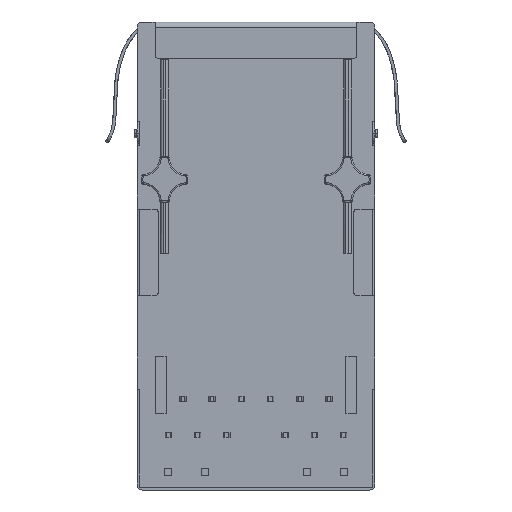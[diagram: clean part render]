
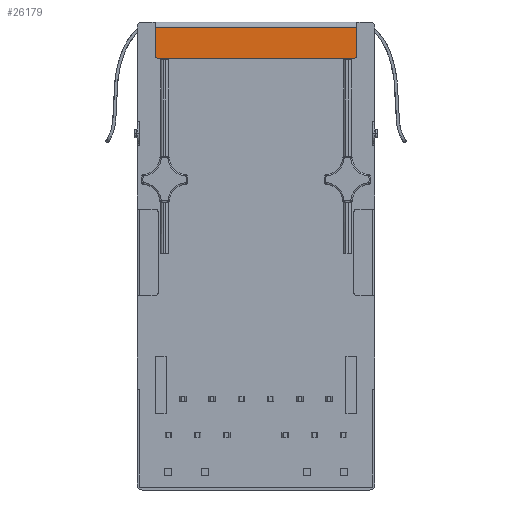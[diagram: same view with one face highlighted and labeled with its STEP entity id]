
A CAD part, front view. The second image highlights one B-rep face of the part: STEP entity #26179.
In plain terms, the highlighted planar face has unit normal (0, -1, 0).
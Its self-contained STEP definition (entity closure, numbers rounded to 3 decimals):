
#345 = EDGE_CURVE ( 'NONE', #6088, #1189, #5332, .T. ) ;
#353 = VECTOR ( 'NONE', #20421, 1000. ) ;
#707 = AXIS2_PLACEMENT_3D ( 'NONE', #12309, #6119, #10751 ) ;
#724 = VERTEX_POINT ( 'NONE', #21369 ) ;
#785 = DIRECTION ( 'NONE',  ( 0., -1., 0. ) ) ;
#1175 = VECTOR ( 'NONE', #18097, 1000. ) ;
#1189 = VERTEX_POINT ( 'NONE', #19235 ) ;
#2705 = CARTESIAN_POINT ( 'NONE',  ( 17.464, 3.76, -0.4 ) ) ;
#3288 = ORIENTED_EDGE ( 'NONE', *, *, #27401, .T. ) ;
#5332 = CIRCLE ( 'NONE', #18767, 0.15 ) ;
#6088 = VERTEX_POINT ( 'NONE', #18779 ) ;
#6119 = DIRECTION ( 'NONE',  ( 0., 1., 0. ) ) ;
#6975 = CARTESIAN_POINT ( 'NONE',  ( 17.314, 3.76, -2.5 ) ) ;
#7223 = LINE ( 'NONE', #20008, #353 ) ;
#7361 = DIRECTION ( 'NONE',  ( 0., 0., -1. ) ) ;
#7436 = EDGE_LOOP ( 'NONE', ( #22240, #26578, #20401, #12513, #3288, #15551 ) ) ;
#10571 = DIRECTION ( 'NONE',  ( 0., 0., 1. ) ) ;
#10696 = EDGE_CURVE ( 'NONE', #12052, #14260, #20860, .T. ) ;
#10751 = DIRECTION ( 'NONE',  ( 0., 0., -1. ) ) ;
#11296 = PLANE ( 'NONE',  #12909 ) ;
#11595 = DIRECTION ( 'NONE',  ( 0., 0., -1. ) ) ;
#12052 = VERTEX_POINT ( 'NONE', #15285 ) ;
#12309 = CARTESIAN_POINT ( 'NONE',  ( 17.314, 3.76, -2.35 ) ) ;
#12513 = ORIENTED_EDGE ( 'NONE', *, *, #345, .F. ) ;
#12909 = AXIS2_PLACEMENT_3D ( 'NONE', #14094, #785, #7361 ) ;
#14094 = CARTESIAN_POINT ( 'NONE',  ( 2.164, 3.76, -32.5 ) ) ;
#14260 = VERTEX_POINT ( 'NONE', #6975 ) ;
#14914 = CARTESIAN_POINT ( 'NONE',  ( 17.464, 3.76, 0. ) ) ;
#15206 = LINE ( 'NONE', #14914, #17841 ) ;
#15285 = CARTESIAN_POINT ( 'NONE',  ( 17.464, 3.76, -2.35 ) ) ;
#15551 = ORIENTED_EDGE ( 'NONE', *, *, #10696, .F. ) ;
#15699 = EDGE_CURVE ( 'NONE', #724, #1189, #20290, .T. ) ;
#16193 = FACE_OUTER_BOUND ( 'NONE', #7436, .T. ) ;
#16944 = EDGE_CURVE ( 'NONE', #12052, #26522, #15206, .T. ) ;
#17451 = DIRECTION ( 'NONE',  ( 0., 1., 0. ) ) ;
#17753 = CARTESIAN_POINT ( 'NONE',  ( 3.464, 3.76, -2.5 ) ) ;
#17841 = VECTOR ( 'NONE', #10571, 1000. ) ;
#18097 = DIRECTION ( 'NONE',  ( -1., 0., 0. ) ) ;
#18767 = AXIS2_PLACEMENT_3D ( 'NONE', #21524, #17451, #26005 ) ;
#18779 = CARTESIAN_POINT ( 'NONE',  ( 3.614, 3.76, -2.5 ) ) ;
#19235 = CARTESIAN_POINT ( 'NONE',  ( 3.464, 3.76, -2.35 ) ) ;
#20008 = CARTESIAN_POINT ( 'NONE',  ( 17.464, 3.76, -2.5 ) ) ;
#20290 = LINE ( 'NONE', #17753, #23152 ) ;
#20401 = ORIENTED_EDGE ( 'NONE', *, *, #15699, .T. ) ;
#20421 = DIRECTION ( 'NONE',  ( 1., 0., 0. ) ) ;
#20860 = CIRCLE ( 'NONE', #707, 0.15 ) ;
#21369 = CARTESIAN_POINT ( 'NONE',  ( 3.464, 3.76, -0.4 ) ) ;
#21524 = CARTESIAN_POINT ( 'NONE',  ( 3.614, 3.76, -2.35 ) ) ;
#22178 = EDGE_CURVE ( 'NONE', #26522, #724, #24690, .T. ) ;
#22240 = ORIENTED_EDGE ( 'NONE', *, *, #16944, .T. ) ;
#23152 = VECTOR ( 'NONE', #11595, 1000. ) ;
#24690 = LINE ( 'NONE', #26233, #1175 ) ;
#26005 = DIRECTION ( 'NONE',  ( 0., 0., -1. ) ) ;
#26179 = ADVANCED_FACE ( 'NONE', ( #16193 ), #11296, .T. ) ;
#26233 = CARTESIAN_POINT ( 'NONE',  ( 2.164, 3.76, -0.4 ) ) ;
#26522 = VERTEX_POINT ( 'NONE', #2705 ) ;
#26578 = ORIENTED_EDGE ( 'NONE', *, *, #22178, .T. ) ;
#27401 = EDGE_CURVE ( 'NONE', #6088, #14260, #7223, .T. ) ;
